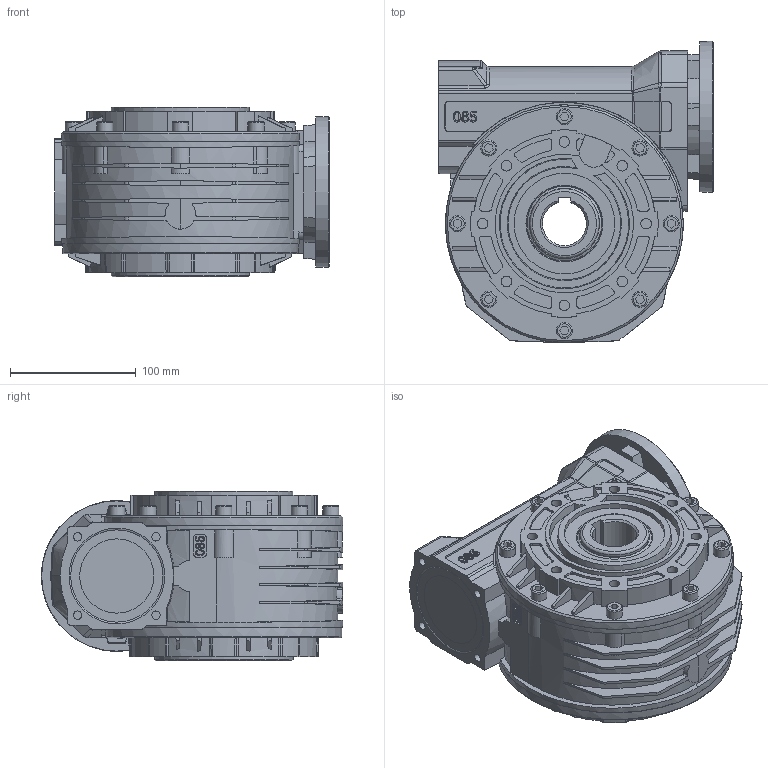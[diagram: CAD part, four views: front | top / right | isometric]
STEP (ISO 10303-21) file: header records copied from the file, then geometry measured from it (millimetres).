
FILE_DESCRIPTION(/* description */ ('Unknown'),/* implementation_level */ '2;1');
FILE_NAME(/* name */ '_P_085_FB_xxx_C_0_-R_B3_-D_',/* time_stamp */ '2025-09-09T13:53:31+02:00',/* author */ ('Unknown'),/* organization */ ('Unknown'),/* preprocessor_version */ 'ST-DEVELOPER v18.104',/* originating_system */ 'Solid Edge',/* authorisation */ 'Unknown');
FILE_SCHEMA (('AUTOMOTIVE_DESIGN {1 0 10303 214 3 1 1}'));
Length unit declared in the file: millimetre
Products named in the file (4): _P_085_FB_xxx_C_0_-R_B3_-D_; _B_085_FB_; C505093P; 0854046
Assembly tree (3 placements, depth 2):
  _P_085_FB_xxx_C_0_-R_B3_-D_
    _B_085_FB_
    C505093P
    0854046
Bounding box: 218.5 x 239.53 x 135 mm (x, y, z)
Volume: 3916017.8 mm3; surface area: 280396 mm2
Topology: 3 solids, 3 shells, 1043 faces, 2667 edges, 1753 vertices
Faces by surface type: plane 575, cylinder 303, cone 80, bspline 50, torus 20, sphere 15
Full cylindrical faces by diameter (mm): 4.917 x12, 6.647 x8, 8.376 x24, 12.8 x8, 29 x1, 29.1 x1, 40 x1, 45 x1, 54 x1, 55 x2, 59 x1, 62 x1, 65 x1, 75 x2, 80 x3, 110 x1, 189 x1
Entity records: 42240 total; most frequent: CARTESIAN_POINT 10761, ORIENTED_EDGE 5060, DIRECTION 4692, EDGE_CURVE 2530, VERTEX_POINT 1731, AXIS2_PLACEMENT_3D 1699, EDGE_LOOP 1295, FACE_BOUND 1295
